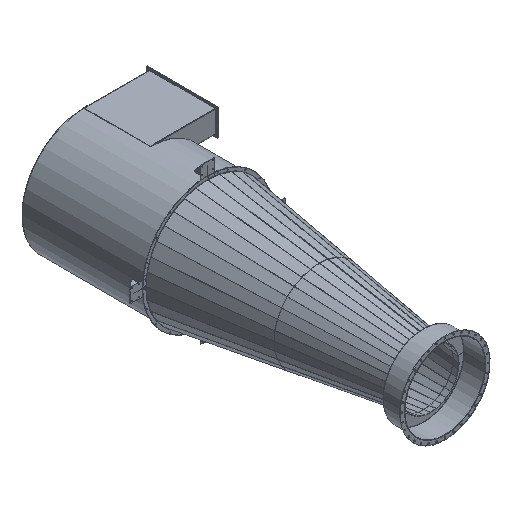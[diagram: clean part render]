
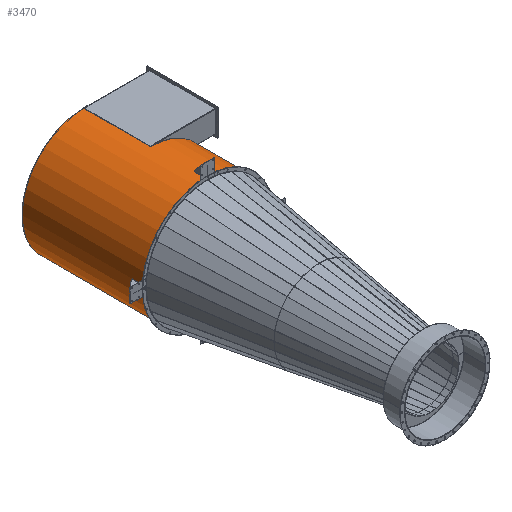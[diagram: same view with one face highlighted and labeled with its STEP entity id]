
A CAD part, isometric view. The second image highlights one B-rep face of the part: STEP entity #3470.
In plain terms, the highlighted cylindrical face has radius 861 mm (diameter 1722 mm), a partial arc.
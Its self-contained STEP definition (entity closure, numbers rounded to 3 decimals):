
#11 = CARTESIAN_POINT ( 'NONE',  ( -0.25, 0., 861. ) ) ;
#229 = CIRCLE ( 'NONE', #14798, 861. ) ;
#414 = VERTEX_POINT ( 'NONE', #11 ) ;
#695 = CARTESIAN_POINT ( 'NONE',  ( -0.251, 1722., -861. ) ) ;
#1016 = CARTESIAN_POINT ( 'NONE',  ( 0., 797., 0. ) ) ;
#3412 = LINE ( 'NONE', #9967, #15638 ) ;
#3416 = CIRCLE ( 'NONE', #10113, 861. ) ;
#3470 = ADVANCED_FACE ( 'NONE', ( #10299 ), #5332, .T. ) ;
#3759 = CARTESIAN_POINT ( 'NONE',  ( 0., 1722., 0. ) ) ;
#3977 = ORIENTED_EDGE ( 'NONE', *, *, #14601, .F. ) ;
#4107 = DIRECTION ( 'NONE',  ( 0., 1., 0. ) ) ;
#4218 = ORIENTED_EDGE ( 'NONE', *, *, #16082, .F. ) ;
#4390 = VERTEX_POINT ( 'NONE', #6449 ) ;
#4671 = CARTESIAN_POINT ( 'NONE',  ( 0., 0., 0. ) ) ;
#4916 = CARTESIAN_POINT ( 'NONE',  ( -660.77, 1722., 552. ) ) ;
#5332 = CYLINDRICAL_SURFACE ( 'NONE', #12894, 861. ) ;
#6125 = VECTOR ( 'NONE', #15751, 1000. ) ;
#6361 = EDGE_LOOP ( 'NONE', ( #7435, #12984, #4218, #13796, #13649, #3977 ) ) ;
#6394 = DIRECTION ( 'NONE',  ( 0., -1., 0. ) ) ;
#6449 = CARTESIAN_POINT ( 'NONE',  ( -0.25, 797., 861. ) ) ;
#6580 = VERTEX_POINT ( 'NONE', #11887 ) ;
#6613 = VECTOR ( 'NONE', #10287, 1000. ) ;
#6661 = DIRECTION ( 'NONE',  ( 0., -1., 0. ) ) ;
#7435 = ORIENTED_EDGE ( 'NONE', *, *, #11203, .F. ) ;
#7848 = LINE ( 'NONE', #9069, #6613 ) ;
#7911 = CARTESIAN_POINT ( 'NONE',  ( -660.77, 797., 552. ) ) ;
#8766 = DIRECTION ( 'NONE',  ( 0., 1., 0. ) ) ;
#9040 = AXIS2_PLACEMENT_3D ( 'NONE', #1016, #6394, #11700 ) ;
#9048 = VERTEX_POINT ( 'NONE', #7911 ) ;
#9069 = CARTESIAN_POINT ( 'NONE',  ( -0.25, 1722., 861. ) ) ;
#9391 = VERTEX_POINT ( 'NONE', #695 ) ;
#9608 = CIRCLE ( 'NONE', #9040, 861. ) ;
#9967 = CARTESIAN_POINT ( 'NONE',  ( -0.251, 1722., -861. ) ) ;
#9972 = EDGE_CURVE ( 'NONE', #9048, #14140, #10388, .T. ) ;
#10113 = AXIS2_PLACEMENT_3D ( 'NONE', #10641, #4107, #16001 ) ;
#10287 = DIRECTION ( 'NONE',  ( 0., -1., 0. ) ) ;
#10299 = FACE_OUTER_BOUND ( 'NONE', #6361, .T. ) ;
#10388 = LINE ( 'NONE', #4916, #6125 ) ;
#10641 = CARTESIAN_POINT ( 'NONE',  ( 0., 1722., 0. ) ) ;
#10856 = EDGE_CURVE ( 'NONE', #6580, #414, #229, .T. ) ;
#11203 = EDGE_CURVE ( 'NONE', #6580, #9391, #3412, .T. ) ;
#11700 = DIRECTION ( 'NONE',  ( 0., 0., -1. ) ) ;
#11887 = CARTESIAN_POINT ( 'NONE',  ( -0.251, 0., -861. ) ) ;
#11923 = CARTESIAN_POINT ( 'NONE',  ( -660.77, 1722., 552. ) ) ;
#11962 = DIRECTION ( 'NONE',  ( 0., 0., -1. ) ) ;
#12894 = AXIS2_PLACEMENT_3D ( 'NONE', #3759, #6661, #11962 ) ;
#12984 = ORIENTED_EDGE ( 'NONE', *, *, #10856, .T. ) ;
#13049 = DIRECTION ( 'NONE',  ( 0., 0., 1. ) ) ;
#13649 = ORIENTED_EDGE ( 'NONE', *, *, #9972, .T. ) ;
#13796 = ORIENTED_EDGE ( 'NONE', *, *, #15133, .T. ) ;
#14140 = VERTEX_POINT ( 'NONE', #11923 ) ;
#14601 = EDGE_CURVE ( 'NONE', #9391, #14140, #3416, .T. ) ;
#14798 = AXIS2_PLACEMENT_3D ( 'NONE', #4671, #8766, #13049 ) ;
#15133 = EDGE_CURVE ( 'NONE', #4390, #9048, #9608, .T. ) ;
#15638 = VECTOR ( 'NONE', #16775, 1000. ) ;
#15751 = DIRECTION ( 'NONE',  ( 0., 1., 0. ) ) ;
#16001 = DIRECTION ( 'NONE',  ( 0., 0., 1. ) ) ;
#16082 = EDGE_CURVE ( 'NONE', #4390, #414, #7848, .T. ) ;
#16775 = DIRECTION ( 'NONE',  ( 0., 1., 0. ) ) ;
